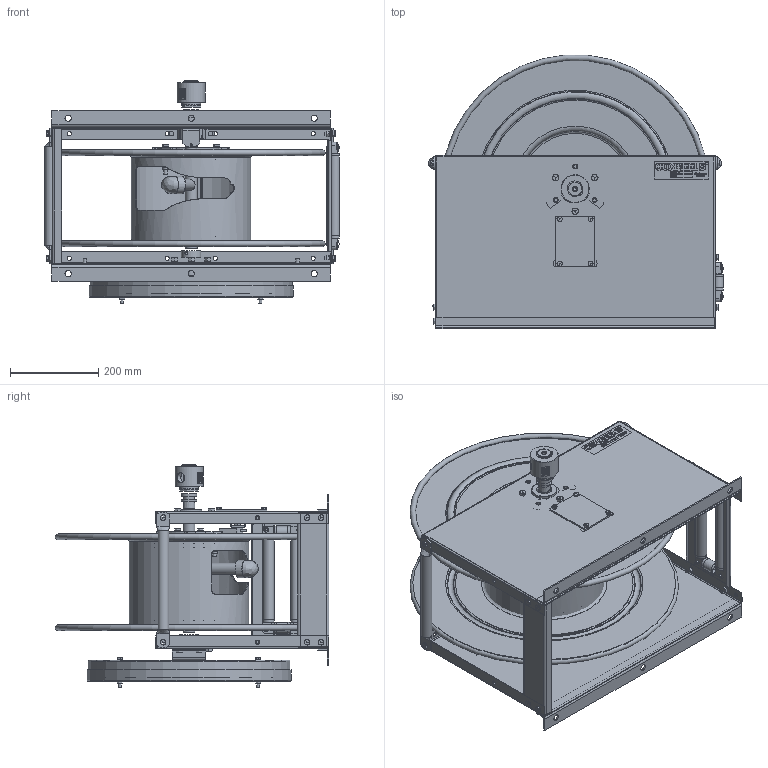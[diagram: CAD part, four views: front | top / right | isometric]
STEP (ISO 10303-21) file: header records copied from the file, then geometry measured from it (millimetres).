
FILE_DESCRIPTION((''),'2;1');
FILE_NAME('SLPL-5100_SHARED.stp','2013-06-05T14:22:34',('jkusbel'),(''),'Autodesk Inventor 2013','Autodesk Inventor 2013','');
FILE_SCHEMA(('AUTOMOTIVE_DESIGN { 1 0 10303 214 1 1 1 1 }'));
Length unit declared in the file: inch
Products named in the file (1): SLPL-5100_SHARED
Bounding box: 669.03 x 621.5 x 506.23 mm (x, y, z)
Surface area: 4093388.1 mm2 (no closed solid volume)
Topology: 0 solids, 230 shells, 540 faces, 5106 edges, 4688 vertices
Faces by surface type: plane 372, cylinder 114, torus 23, bspline 19, cone 8, sphere 4
Full cylindrical faces by diameter (mm): 6.35 x4, 7.798 x4, 7.938 x7, 12.7 x2, 14.288 x5, 17.78 x1, 19.05 x1, 25.4 x17, 25.654 x1, 26.594 x1, 34.544 x2, 41.275 x1, 42.926 x1, 44.323 x1, 57.125 x1, 63.5 x1, 460.248 x1, 464.82 x1
Entity records: 52755 total; most frequent: CARTESIAN_POINT 17835, DIRECTION 5657, ORIENTED_EDGE 5469, EDGE_CURVE 4992, VERTEX_POINT 4658, VECTOR 2729, LINE 2729, AXIS2_PLACEMENT_3D 1464
